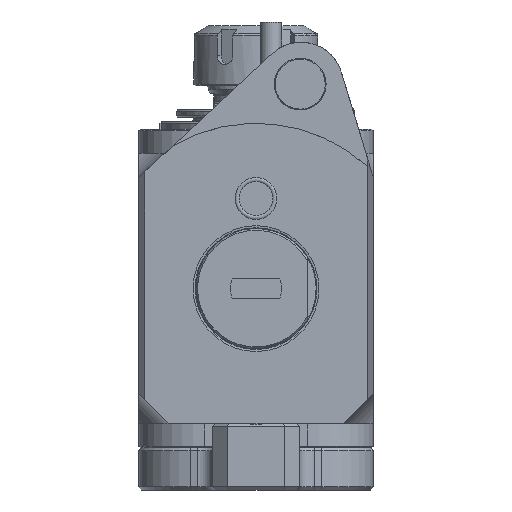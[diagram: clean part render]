
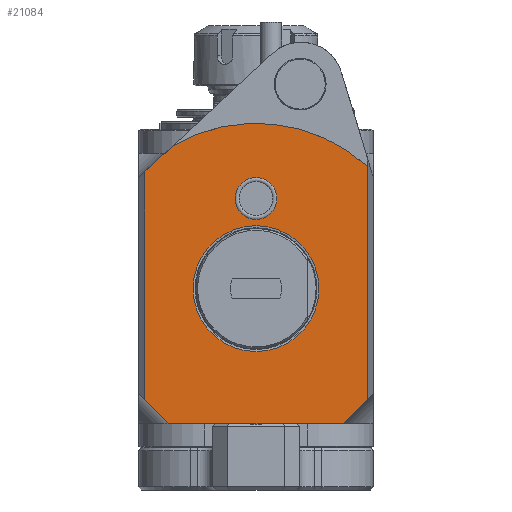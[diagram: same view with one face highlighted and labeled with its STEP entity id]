
A CAD part, front view. The second image highlights one B-rep face of the part: STEP entity #21084.
In plain terms, the highlighted planar face has unit normal (0, -1, 0).
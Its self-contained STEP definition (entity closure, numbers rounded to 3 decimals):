
#965 = EDGE_CURVE ( 'NONE', #17751, #29177, #16720, .T. ) ;
#1363 = CARTESIAN_POINT ( 'NONE',  ( 37., 0., 82. ) ) ;
#2185 = ORIENTED_EDGE ( 'NONE', *, *, #34552, .T. ) ;
#2269 = AXIS2_PLACEMENT_3D ( 'NONE', #11785, #11427, #25195 ) ;
#3344 = DIRECTION ( 'NONE',  ( -1., 0., 0. ) ) ;
#3513 = CARTESIAN_POINT ( 'NONE',  ( -25.716, 0., 49.315 ) ) ;
#3807 = PLANE ( 'NONE',  #31843 ) ;
#4116 = CARTESIAN_POINT ( 'NONE',  ( -27.584, 0., 47.583 ) ) ;
#4204 = VERTEX_POINT ( 'NONE', #25552 ) ;
#6274 = VECTOR ( 'NONE', #30887, 1000. ) ;
#6308 = CARTESIAN_POINT ( 'NONE',  ( 20., 0., 0. ) ) ;
#6363 = CARTESIAN_POINT ( 'NONE',  ( 39., 0., -35. ) ) ;
#7445 = CARTESIAN_POINT ( 'NONE',  ( 0., 0., 30. ) ) ;
#7775 = ORIENTED_EDGE ( 'NONE', *, *, #22335, .T. ) ;
#8806 = EDGE_CURVE ( 'NONE', #16217, #9227, #24147, .T. ) ;
#8999 = DIRECTION ( 'NONE',  ( 0., 1., 0. ) ) ;
#9048 = CARTESIAN_POINT ( 'NONE',  ( -29., 0., -45. ) ) ;
#9227 = VERTEX_POINT ( 'NONE', #4116 ) ;
#9516 = VECTOR ( 'NONE', #3344, 1000. ) ;
#10094 = CIRCLE ( 'NONE', #2269, 20.94 ) ;
#10637 = EDGE_CURVE ( 'NONE', #14425, #4204, #34937, .T. ) ;
#11427 = DIRECTION ( 'NONE',  ( 0., 1., 0. ) ) ;
#11736 = LINE ( 'NONE', #6363, #6274 ) ;
#11785 = CARTESIAN_POINT ( 'NONE',  ( 0., 0., 0. ) ) ;
#11915 = EDGE_CURVE ( 'NONE', #16217, #17113, #12664, .T. ) ;
#12488 = EDGE_CURVE ( 'NONE', #17751, #17113, #11736, .T. ) ;
#12664 = LINE ( 'NONE', #1363, #27940 ) ;
#13871 = CARTESIAN_POINT ( 'NONE',  ( 0., 0., 36.948 ) ) ;
#14425 = VERTEX_POINT ( 'NONE', #33117 ) ;
#14858 = ORIENTED_EDGE ( 'NONE', *, *, #965, .F. ) ;
#15230 = CIRCLE ( 'NONE', #23061, 6.948 ) ;
#15497 = DIRECTION ( 'NONE',  ( 0., 1., 0. ) ) ;
#16131 = VECTOR ( 'NONE', #30555, 1000. ) ;
#16195 = ORIENTED_EDGE ( 'NONE', *, *, #11915, .F. ) ;
#16217 = VERTEX_POINT ( 'NONE', #20294 ) ;
#16688 = CARTESIAN_POINT ( 'NONE',  ( 0., 0., 0. ) ) ;
#16720 = LINE ( 'NONE', #33130, #9516 ) ;
#17051 = ORIENTED_EDGE ( 'NONE', *, *, #30666, .T. ) ;
#17113 = VERTEX_POINT ( 'NONE', #33696 ) ;
#17751 = VERTEX_POINT ( 'NONE', #33399 ) ;
#19068 = FACE_BOUND ( 'NONE', #24626, .T. ) ;
#19245 = EDGE_CURVE ( 'NONE', #14425, #9227, #25918, .T. ) ;
#19284 = DIRECTION ( 'NONE',  ( 1., 0., 0. ) ) ;
#19462 = ORIENTED_EDGE ( 'NONE', *, *, #19245, .F. ) ;
#19514 = DIRECTION ( 'NONE',  ( 0., -1., 0. ) ) ;
#19980 = DIRECTION ( 'NONE',  ( 0., 0., -1. ) ) ;
#20147 = LINE ( 'NONE', #35288, #26120 ) ;
#20294 = CARTESIAN_POINT ( 'NONE',  ( 37., 0., 40.694 ) ) ;
#20365 = ORIENTED_EDGE ( 'NONE', *, *, #12488, .T. ) ;
#20780 = AXIS2_PLACEMENT_3D ( 'NONE', #16688, #19514, #19284 ) ;
#21084 = ADVANCED_FACE ( 'NONE', ( #26300, #19068, #25886 ), #3807, .F. ) ;
#21678 = CARTESIAN_POINT ( 'NONE',  ( -20.94, 0., 0. ) ) ;
#22335 = EDGE_CURVE ( 'NONE', #33962, #33962, #10094, .T. ) ;
#22525 = VECTOR ( 'NONE', #19980, 1000. ) ;
#23061 = AXIS2_PLACEMENT_3D ( 'NONE', #7445, #15497, #23200 ) ;
#23200 = DIRECTION ( 'NONE',  ( 0., 0., 1. ) ) ;
#24147 = CIRCLE ( 'NONE', #20780, 55. ) ;
#24626 = EDGE_LOOP ( 'NONE', ( #7775 ) ) ;
#24818 = EDGE_LOOP ( 'NONE', ( #31817, #19462, #35025, #17051, #14858, #20365, #16195 ) ) ;
#25195 = DIRECTION ( 'NONE',  ( -1., 0., 0. ) ) ;
#25552 = CARTESIAN_POINT ( 'NONE',  ( -37., 0., -37. ) ) ;
#25707 = CARTESIAN_POINT ( 'NONE',  ( -37., 0., 82. ) ) ;
#25886 = FACE_BOUND ( 'NONE', #32922, .T. ) ;
#25918 = LINE ( 'NONE', #3513, #16131 ) ;
#26120 = VECTOR ( 'NONE', #27283, 1000. ) ;
#26300 = FACE_OUTER_BOUND ( 'NONE', #24818, .T. ) ;
#27283 = DIRECTION ( 'NONE',  ( 0.707, 0., -0.707 ) ) ;
#27587 = VERTEX_POINT ( 'NONE', #13871 ) ;
#27940 = VECTOR ( 'NONE', #31543, 1000. ) ;
#29177 = VERTEX_POINT ( 'NONE', #9048 ) ;
#30555 = DIRECTION ( 'NONE',  ( 0.733, 0., 0.68 ) ) ;
#30666 = EDGE_CURVE ( 'NONE', #4204, #29177, #20147, .T. ) ;
#30887 = DIRECTION ( 'NONE',  ( 0.707, 0., 0.707 ) ) ;
#31543 = DIRECTION ( 'NONE',  ( 0., 0., -1. ) ) ;
#31817 = ORIENTED_EDGE ( 'NONE', *, *, #8806, .T. ) ;
#31843 = AXIS2_PLACEMENT_3D ( 'NONE', #6308, #8999, #33106 ) ;
#32922 = EDGE_LOOP ( 'NONE', ( #2185 ) ) ;
#33106 = DIRECTION ( 'NONE',  ( -1., 0., 0. ) ) ;
#33117 = CARTESIAN_POINT ( 'NONE',  ( -37., 0., 38.854 ) ) ;
#33130 = CARTESIAN_POINT ( 'NONE',  ( 20., 0., -45. ) ) ;
#33399 = CARTESIAN_POINT ( 'NONE',  ( 29., 0., -45. ) ) ;
#33696 = CARTESIAN_POINT ( 'NONE',  ( 37., 0., -37. ) ) ;
#33962 = VERTEX_POINT ( 'NONE', #21678 ) ;
#34552 = EDGE_CURVE ( 'NONE', #27587, #27587, #15230, .T. ) ;
#34937 = LINE ( 'NONE', #25707, #22525 ) ;
#35025 = ORIENTED_EDGE ( 'NONE', *, *, #10637, .T. ) ;
#35288 = CARTESIAN_POINT ( 'NONE',  ( -29., 0., -45. ) ) ;
